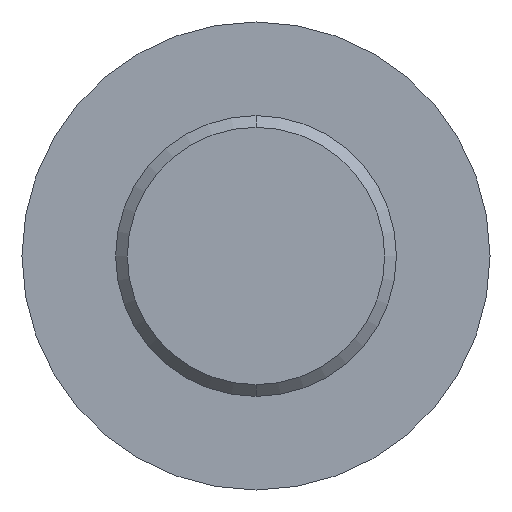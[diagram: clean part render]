
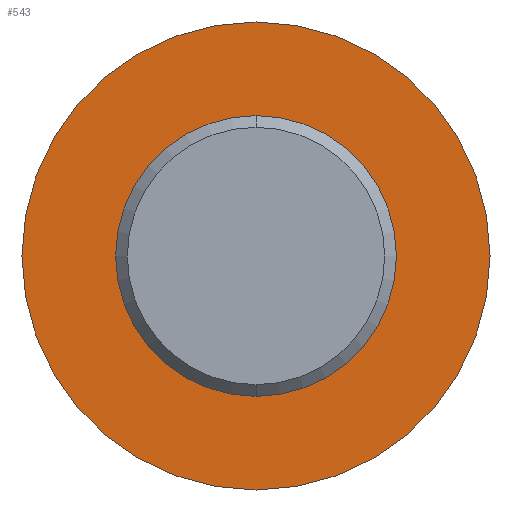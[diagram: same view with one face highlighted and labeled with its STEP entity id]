
A CAD part, front view. The second image highlights one B-rep face of the part: STEP entity #543.
In plain terms, the highlighted planar face has unit normal (0, -1, 0).
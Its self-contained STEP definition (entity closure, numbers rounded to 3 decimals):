
#13 = EDGE_LOOP ( 'NONE', ( #26, #185 ) ) ;
#25 = ORIENTED_EDGE ( 'NONE', *, *, #334, .F. ) ;
#26 = ORIENTED_EDGE ( 'NONE', *, *, #337, .F. ) ;
#36 = CIRCLE ( 'NONE', #300, 3. ) ;
#50 = CIRCLE ( 'NONE', #257, 5. ) ;
#77 = VERTEX_POINT ( 'NONE', #342 ) ;
#89 = VERTEX_POINT ( 'NONE', #345 ) ;
#100 = FACE_OUTER_BOUND ( 'NONE', #162, .T. ) ;
#134 = VERTEX_POINT ( 'NONE', #352 ) ;
#139 = CIRCLE ( 'NONE', #259, 3. ) ;
#157 = FACE_BOUND ( 'NONE', #13, .T. ) ;
#162 = EDGE_LOOP ( 'NONE', ( #242, #25 ) ) ;
#185 = ORIENTED_EDGE ( 'NONE', *, *, #308, .F. ) ;
#194 = CIRCLE ( 'NONE', #258, 5. ) ;
#221 = VERTEX_POINT ( 'NONE', #357 ) ;
#242 = ORIENTED_EDGE ( 'NONE', *, *, #328, .F. ) ;
#257 = AXIS2_PLACEMENT_3D ( 'NONE', #429, #430, #431 ) ;
#258 = AXIS2_PLACEMENT_3D ( 'NONE', #440, #441, #442 ) ;
#259 = AXIS2_PLACEMENT_3D ( 'NONE', #445, #446, #447 ) ;
#263 = AXIS2_PLACEMENT_3D ( 'NONE', #454, #458, #459 ) ;
#300 = AXIS2_PLACEMENT_3D ( 'NONE', #383, #384, #385 ) ;
#308 = EDGE_CURVE ( 'NONE', #134, #77, #36, .T. ) ;
#328 = EDGE_CURVE ( 'NONE', #221, #89, #50, .T. ) ;
#334 = EDGE_CURVE ( 'NONE', #89, #221, #194, .T. ) ;
#337 = EDGE_CURVE ( 'NONE', #77, #134, #139, .T. ) ;
#342 = CARTESIAN_POINT ( 'NONE',  ( 0., 0., 3. ) ) ;
#345 = CARTESIAN_POINT ( 'NONE',  ( 0., 0., 5. ) ) ;
#352 = CARTESIAN_POINT ( 'NONE',  ( 0., 0., -3. ) ) ;
#357 = CARTESIAN_POINT ( 'NONE',  ( 0., 0., -5. ) ) ;
#383 = CARTESIAN_POINT ( 'NONE',  ( 0., 0., 0. ) ) ;
#384 = DIRECTION ( 'NONE',  ( 0., -1., 0. ) ) ;
#385 = DIRECTION ( 'NONE',  ( 0., 0., 1. ) ) ;
#429 = CARTESIAN_POINT ( 'NONE',  ( 0., 0., 0. ) ) ;
#430 = DIRECTION ( 'NONE',  ( 0., 1., 0. ) ) ;
#431 = DIRECTION ( 'NONE',  ( 0., 0., 1. ) ) ;
#440 = CARTESIAN_POINT ( 'NONE',  ( 0., 0., 0. ) ) ;
#441 = DIRECTION ( 'NONE',  ( 0., 1., 0. ) ) ;
#442 = DIRECTION ( 'NONE',  ( 0., 0., 1. ) ) ;
#445 = CARTESIAN_POINT ( 'NONE',  ( 0., 0., 0. ) ) ;
#446 = DIRECTION ( 'NONE',  ( 0., -1., 0. ) ) ;
#447 = DIRECTION ( 'NONE',  ( 0., 0., 1. ) ) ;
#449 = PLANE ( 'NONE',  #263 ) ;
#454 = CARTESIAN_POINT ( 'NONE',  ( 0., 0., 0. ) ) ;
#458 = DIRECTION ( 'NONE',  ( 0., 1., 0. ) ) ;
#459 = DIRECTION ( 'NONE',  ( 0., 0., 1. ) ) ;
#543 = ADVANCED_FACE ( 'NONE', ( #100, #157 ), #449, .F. ) ;
